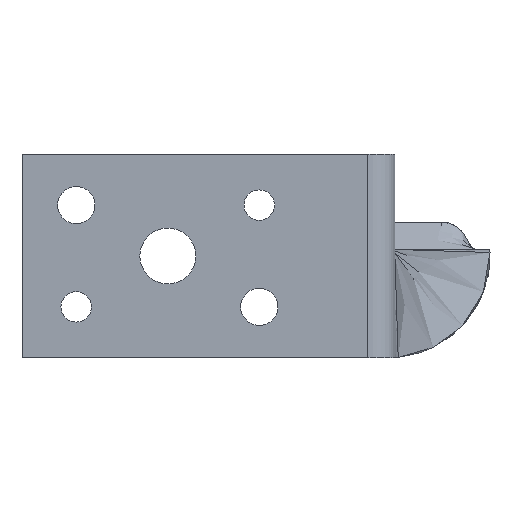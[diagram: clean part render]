
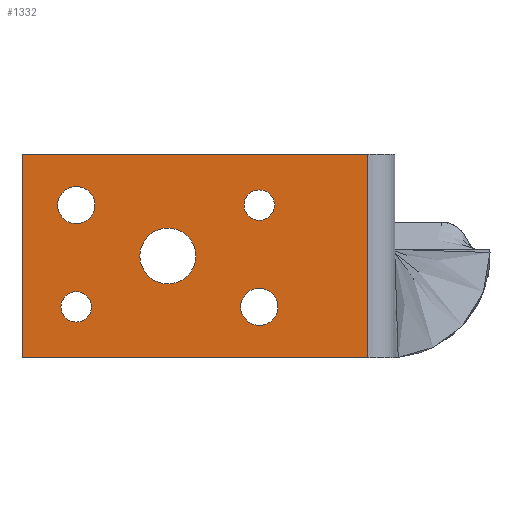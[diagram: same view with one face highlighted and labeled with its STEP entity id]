
A CAD part, front view. The second image highlights one B-rep face of the part: STEP entity #1332.
In plain terms, the highlighted planar face has unit normal (0, -1, 0).
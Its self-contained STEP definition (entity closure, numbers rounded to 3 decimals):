
#120=FACE_BOUND('',#304,.T.);
#121=FACE_BOUND('',#305,.T.);
#122=FACE_BOUND('',#306,.T.);
#123=FACE_BOUND('',#307,.T.);
#124=FACE_BOUND('',#308,.T.);
#155=PLANE('',#1435);
#221=FACE_OUTER_BOUND('',#303,.T.);
#303=EDGE_LOOP('',(#1119,#1120,#1121,#1122));
#304=EDGE_LOOP('',(#1123));
#305=EDGE_LOOP('',(#1124));
#306=EDGE_LOOP('',(#1125));
#307=EDGE_LOOP('',(#1126));
#308=EDGE_LOOP('',(#1127));
#382=LINE('',#2773,#469);
#386=LINE('',#2783,#473);
#392=LINE('',#2798,#479);
#394=LINE('',#2801,#481);
#469=VECTOR('',#1621,10.);
#473=VECTOR('',#1631,2.88);
#479=VECTOR('',#1649,10.);
#481=VECTOR('',#1653,10.);
#505=CIRCLE('',#1404,2.75);
#507=CIRCLE('',#1407,2.25);
#509=CIRCLE('',#1410,2.25);
#511=CIRCLE('',#1413,2.75);
#513=CIRCLE('',#1416,4.125);
#547=VERTEX_POINT('',#1779);
#549=VERTEX_POINT('',#1785);
#551=VERTEX_POINT('',#1791);
#553=VERTEX_POINT('',#1797);
#555=VERTEX_POINT('',#1803);
#619=VERTEX_POINT('',#2771);
#620=VERTEX_POINT('',#2772);
#623=VERTEX_POINT('',#2781);
#626=VERTEX_POINT('',#2797);
#683=EDGE_CURVE('',#547,#547,#505,.T.);
#686=EDGE_CURVE('',#549,#549,#507,.T.);
#689=EDGE_CURVE('',#551,#551,#509,.T.);
#692=EDGE_CURVE('',#553,#553,#511,.T.);
#695=EDGE_CURVE('',#555,#555,#513,.T.);
#786=EDGE_CURVE('',#619,#620,#382,.T.);
#792=EDGE_CURVE('',#623,#620,#386,.T.);
#800=EDGE_CURVE('',#619,#626,#392,.T.);
#802=EDGE_CURVE('',#626,#623,#394,.T.);
#1119=ORIENTED_EDGE('',*,*,#786,.T.);
#1120=ORIENTED_EDGE('',*,*,#792,.F.);
#1121=ORIENTED_EDGE('',*,*,#802,.F.);
#1122=ORIENTED_EDGE('',*,*,#800,.F.);
#1123=ORIENTED_EDGE('',*,*,#683,.T.);
#1124=ORIENTED_EDGE('',*,*,#686,.T.);
#1125=ORIENTED_EDGE('',*,*,#689,.T.);
#1126=ORIENTED_EDGE('',*,*,#692,.T.);
#1127=ORIENTED_EDGE('',*,*,#695,.T.);
#1332=ADVANCED_FACE('',(#221,#120,#121,#122,#123,#124),#155,.T.);
#1404=AXIS2_PLACEMENT_3D('',#1780,#1554,#1555);
#1407=AXIS2_PLACEMENT_3D('',#1786,#1561,#1562);
#1410=AXIS2_PLACEMENT_3D('',#1792,#1568,#1569);
#1413=AXIS2_PLACEMENT_3D('',#1798,#1575,#1576);
#1416=AXIS2_PLACEMENT_3D('',#1804,#1582,#1583);
#1435=AXIS2_PLACEMENT_3D('',#2802,#1654,#1655);
#1554=DIRECTION('center_axis',(0.,1.,0.));
#1555=DIRECTION('ref_axis',(-1.,0.,0.));
#1561=DIRECTION('center_axis',(0.,1.,0.));
#1562=DIRECTION('ref_axis',(-1.,0.,0.));
#1568=DIRECTION('center_axis',(0.,1.,0.));
#1569=DIRECTION('ref_axis',(-1.,0.,0.));
#1575=DIRECTION('center_axis',(0.,1.,0.));
#1576=DIRECTION('ref_axis',(-1.,0.,0.));
#1582=DIRECTION('center_axis',(0.,1.,0.));
#1583=DIRECTION('ref_axis',(-1.,0.,0.));
#1621=DIRECTION('',(0.,0.,1.));
#1631=DIRECTION('',(1.,0.,0.));
#1649=DIRECTION('',(-1.,0.,0.));
#1653=DIRECTION('',(0.,0.,1.));
#1654=DIRECTION('center_axis',(0.,-1.,0.));
#1655=DIRECTION('ref_axis',(0.,0.,-1.));
#1779=CARTESIAN_POINT('',(-16.25,-115.,-10.5));
#1780=CARTESIAN_POINT('Origin',(-19.,-115.,-10.5));
#1785=CARTESIAN_POINT('',(-43.75,-115.,-10.5));
#1786=CARTESIAN_POINT('Origin',(-46.,-115.,-10.5));
#1791=CARTESIAN_POINT('',(-16.75,-115.,4.5));
#1792=CARTESIAN_POINT('Origin',(-19.,-115.,4.5));
#1797=CARTESIAN_POINT('',(-43.25,-115.,4.5));
#1798=CARTESIAN_POINT('Origin',(-46.,-115.,4.5));
#1803=CARTESIAN_POINT('',(-28.375,-115.,-3.));
#1804=CARTESIAN_POINT('Origin',(-32.5,-115.,-3.));
#2771=CARTESIAN_POINT('',(-3.,-115.,-18.));
#2772=CARTESIAN_POINT('',(-3.,-115.,12.));
#2773=CARTESIAN_POINT('',(-3.,-115.,-3.));
#2781=CARTESIAN_POINT('',(-54.,-115.,12.));
#2783=CARTESIAN_POINT('',(6.048,-115.,12.));
#2797=CARTESIAN_POINT('',(-54.,-115.,-18.));
#2798=CARTESIAN_POINT('',(-3.,-115.,-18.));
#2801=CARTESIAN_POINT('',(-54.,-115.,-18.));
#2802=CARTESIAN_POINT('Origin',(-26.238,-115.,-3.));
